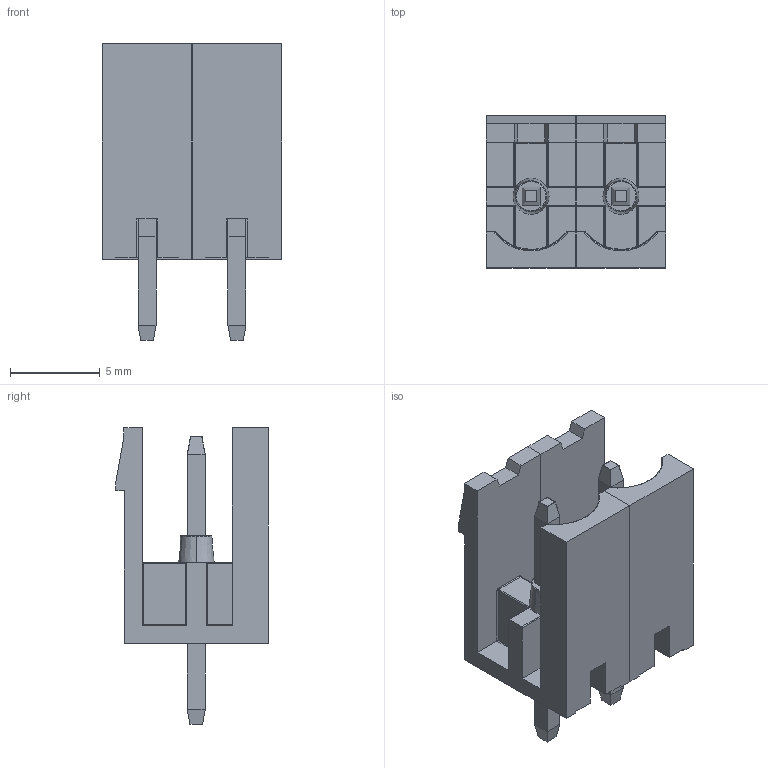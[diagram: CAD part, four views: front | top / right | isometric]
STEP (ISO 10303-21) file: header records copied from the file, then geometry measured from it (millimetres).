
FILE_DESCRIPTION (( 'STEP AP214' ), '1' );
FILE_NAME ('SW3dPS-5EHDR_2P.STEP', '2015-03-16T21:54:23', ( 'Alexey' ), ( '' ), 'SwSTEP 2.0', 'SolidWorks 2012', '' );
FILE_SCHEMA (( 'AUTOMOTIVE_DESIGN' ));
Length unit declared in the file: millimetre
Products named in the file (1): SW3dPS-5EHDR_2P
Bounding box: 10 x 8.47 x 16.5 mm (x, y, z)
Volume: 477.1 mm3; surface area: 1152.6 mm2
Topology: 8 solids, 8 shells, 242 faces, 580 edges, 352 vertices
Faces by surface type: plane 150, cylinder 52, bspline 36, cone 4
Entity records: 9643 total; most frequent: CARTESIAN_POINT 1943, ORIENTED_EDGE 1152, DIRECTION 1034, EDGE_CURVE 576, LINE 420, VECTOR 420, VERTEX_POINT 352, AXIS2_PLACEMENT_3D 307
